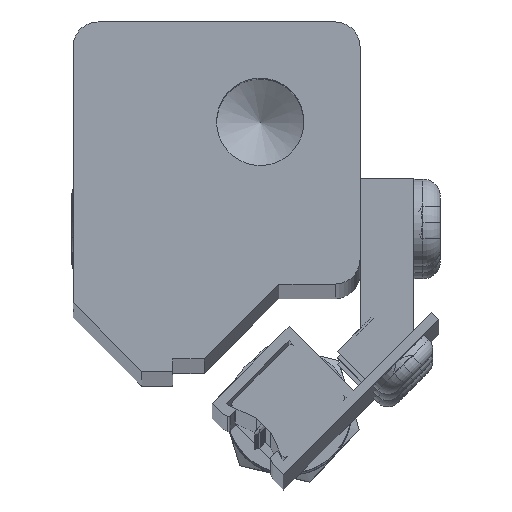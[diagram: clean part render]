
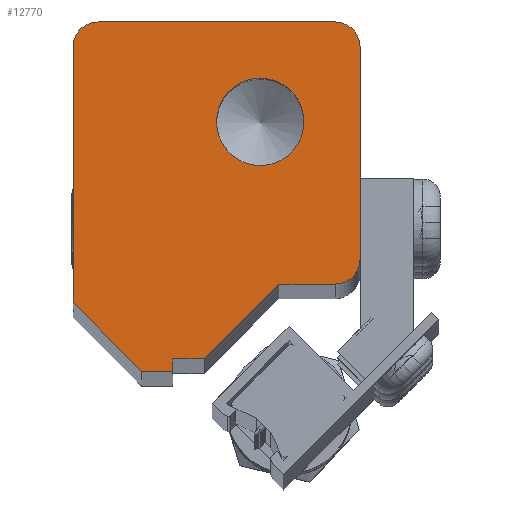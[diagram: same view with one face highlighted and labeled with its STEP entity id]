
A CAD part, top view. The second image highlights one B-rep face of the part: STEP entity #12770.
In plain terms, the highlighted planar face has unit normal (0, 0, 1).
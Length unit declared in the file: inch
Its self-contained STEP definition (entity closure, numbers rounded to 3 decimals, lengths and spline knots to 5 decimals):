
#812=FACE_BOUND('',#2265,.T.);
#1377=FACE_OUTER_BOUND('',#2264,.T.);
#2264=EDGE_LOOP('',(#9761,#9762,#9763,#9764,#9765,#9766,#9767,#9768,#9769,
#9770,#9771,#9772));
#2265=EDGE_LOOP('',(#9773));
#3154=LINE('',#20782,#3995);
#3155=LINE('',#20784,#3996);
#3156=LINE('',#20788,#3997);
#3157=LINE('',#20792,#3998);
#3158=LINE('',#20796,#3999);
#3159=LINE('',#20798,#4000);
#3160=LINE('',#20800,#4001);
#3161=LINE('',#20802,#4002);
#3162=LINE('',#20803,#4003);
#3995=VECTOR('',#16747,0.3937);
#3996=VECTOR('',#16748,0.3937);
#3997=VECTOR('',#16751,0.3937);
#3998=VECTOR('',#16754,0.3937);
#3999=VECTOR('',#16757,0.3937);
#4000=VECTOR('',#16758,0.3937);
#4001=VECTOR('',#16759,0.3937);
#4002=VECTOR('',#16760,0.3937);
#4003=VECTOR('',#16761,0.3937);
#4626=CIRCLE('',#13954,0.125);
#4627=CIRCLE('',#13955,0.125);
#4628=CIRCLE('',#13956,0.125);
#4629=CIRCLE('',#13957,0.21875);
#5553=VERTEX_POINT('',#20780);
#5554=VERTEX_POINT('',#20781);
#5555=VERTEX_POINT('',#20783);
#5556=VERTEX_POINT('',#20785);
#5557=VERTEX_POINT('',#20787);
#5558=VERTEX_POINT('',#20789);
#5559=VERTEX_POINT('',#20791);
#5560=VERTEX_POINT('',#20793);
#5561=VERTEX_POINT('',#20795);
#5562=VERTEX_POINT('',#20797);
#5563=VERTEX_POINT('',#20799);
#5564=VERTEX_POINT('',#20801);
#5565=VERTEX_POINT('',#20804);
#7046=EDGE_CURVE('',#5553,#5554,#3154,.T.);
#7047=EDGE_CURVE('',#5555,#5553,#3155,.T.);
#7048=EDGE_CURVE('',#5556,#5555,#4626,.T.);
#7049=EDGE_CURVE('',#5557,#5556,#3156,.T.);
#7050=EDGE_CURVE('',#5558,#5557,#4627,.T.);
#7051=EDGE_CURVE('',#5559,#5558,#3157,.T.);
#7052=EDGE_CURVE('',#5560,#5559,#4628,.T.);
#7053=EDGE_CURVE('',#5561,#5560,#3158,.T.);
#7054=EDGE_CURVE('',#5562,#5561,#3159,.T.);
#7055=EDGE_CURVE('',#5563,#5562,#3160,.T.);
#7056=EDGE_CURVE('',#5564,#5563,#3161,.T.);
#7057=EDGE_CURVE('',#5554,#5564,#3162,.T.);
#7058=EDGE_CURVE('',#5565,#5565,#4629,.T.);
#9761=ORIENTED_EDGE('',*,*,#7046,.F.);
#9762=ORIENTED_EDGE('',*,*,#7047,.F.);
#9763=ORIENTED_EDGE('',*,*,#7048,.F.);
#9764=ORIENTED_EDGE('',*,*,#7049,.F.);
#9765=ORIENTED_EDGE('',*,*,#7050,.F.);
#9766=ORIENTED_EDGE('',*,*,#7051,.F.);
#9767=ORIENTED_EDGE('',*,*,#7052,.F.);
#9768=ORIENTED_EDGE('',*,*,#7053,.F.);
#9769=ORIENTED_EDGE('',*,*,#7054,.F.);
#9770=ORIENTED_EDGE('',*,*,#7055,.F.);
#9771=ORIENTED_EDGE('',*,*,#7056,.F.);
#9772=ORIENTED_EDGE('',*,*,#7057,.F.);
#9773=ORIENTED_EDGE('',*,*,#7058,.T.);
#11383=PLANE('',#13953);
#12770=ADVANCED_FACE('',(#1377,#812),#11383,.T.);
#13953=AXIS2_PLACEMENT_3D('',#20779,#16745,#16746);
#13954=AXIS2_PLACEMENT_3D('',#20786,#16749,#16750);
#13955=AXIS2_PLACEMENT_3D('',#20790,#16752,#16753);
#13956=AXIS2_PLACEMENT_3D('',#20794,#16755,#16756);
#13957=AXIS2_PLACEMENT_3D('',#20805,#16762,#16763);
#16745=DIRECTION('center_axis',(0.,0.,1.));
#16746=DIRECTION('ref_axis',(1.,0.,0.));
#16747=DIRECTION('',(-0.707,-0.707,0.));
#16748=DIRECTION('',(-1.,0.,0.));
#16749=DIRECTION('center_axis',(0.,0.,-1.));
#16750=DIRECTION('ref_axis',(0.,-1.,0.));
#16751=DIRECTION('',(0.,-1.,0.));
#16752=DIRECTION('center_axis',(0.,0.,-1.));
#16753=DIRECTION('ref_axis',(1.,0.,0.));
#16754=DIRECTION('',(1.,0.,0.));
#16755=DIRECTION('center_axis',(0.,0.,-1.));
#16756=DIRECTION('ref_axis',(0.,-1.,0.));
#16757=DIRECTION('',(0.,1.,0.));
#16758=DIRECTION('',(-0.707,0.707,0.));
#16759=DIRECTION('',(-1.,0.,0.));
#16760=DIRECTION('',(0.,-1.,0.));
#16761=DIRECTION('',(-1.,0.,0.));
#16762=DIRECTION('center_axis',(0.,0.,-1.));
#16763=DIRECTION('ref_axis',(1.,0.,0.));
#20779=CARTESIAN_POINT('Origin',(-0.48725,0.43185,21.1875));
#20780=CARTESIAN_POINT('',(-0.3743,-0.10732,21.1875));
#20781=CARTESIAN_POINT('',(-0.7493,-0.48232,21.1875));
#20782=CARTESIAN_POINT('',(-0.7493,-0.48232,21.1875));
#20783=CARTESIAN_POINT('',(-0.09305,-0.10732,21.1875));
#20784=CARTESIAN_POINT('',(-0.3743,-0.10732,21.1875));
#20785=CARTESIAN_POINT('',(0.03195,0.01768,21.1875));
#20786=CARTESIAN_POINT('Origin',(-0.09305,0.01768,
21.1875));
#20787=CARTESIAN_POINT('',(0.03195,1.08018,21.1875));
#20788=CARTESIAN_POINT('',(0.03195,0.01768,21.1875));
#20789=CARTESIAN_POINT('',(-0.09305,1.20518,21.1875));
#20790=CARTESIAN_POINT('Origin',(-0.09305,1.08018,21.1875));
#20791=CARTESIAN_POINT('',(-1.28055,1.20518,21.1875));
#20792=CARTESIAN_POINT('',(-1.28055,1.20518,21.1875));
#20793=CARTESIAN_POINT('',(-1.40555,1.08018,21.1875));
#20794=CARTESIAN_POINT('Origin',(-1.28055,1.08018,21.1875));
#20795=CARTESIAN_POINT('',(-1.40555,-0.20082,21.1875));
#20796=CARTESIAN_POINT('',(-1.40555,-0.20082,21.1875));
#20797=CARTESIAN_POINT('',(-1.06155,-0.54482,21.1875));
#20798=CARTESIAN_POINT('',(-1.06155,-0.54482,21.1875));
#20799=CARTESIAN_POINT('',(-0.90555,-0.54482,21.1875));
#20800=CARTESIAN_POINT('',(-0.90555,-0.54482,21.1875));
#20801=CARTESIAN_POINT('',(-0.90555,-0.48232,21.1875));
#20802=CARTESIAN_POINT('',(-0.90555,1.20518,21.1875));
#20803=CARTESIAN_POINT('',(-0.90555,-0.48232,21.1875));
#20804=CARTESIAN_POINT('',(-0.6868,0.70518,21.1875));
#20805=CARTESIAN_POINT('Origin',(-0.46805,0.70518,21.1875));
